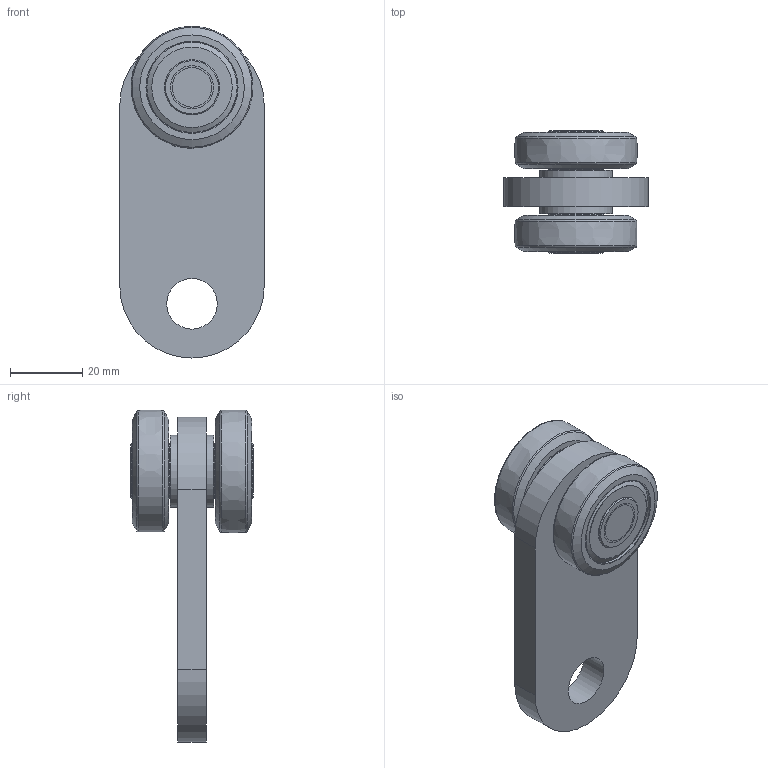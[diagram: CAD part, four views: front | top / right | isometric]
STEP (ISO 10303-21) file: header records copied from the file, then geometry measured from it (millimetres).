
FILE_DESCRIPTION(('STEP AP214'),'1');
FILE_NAME('PMH Åkvagn 1411.stp','2013-08-07T13:28:13',(' '),(' '),'Spatial InterOp 3D',' ',' ');
FILE_SCHEMA(('automotive_design'));
Length unit declared in the file: millimetre
Products named in the file (33): PMH Profilskena akvagn 1411; Part32; Part31; Part30; Part29; Part28; Part27; Part26; Part25; Part24; Part23; Part22; Part21; Part20; Part19; Part18; Part17; Part16; Part15; Part14; Part13; Part12; Part11; Part10; Part9; Part8; Part7; Part6; Part5; Part4; Part3; Part2; Part1
Assembly tree (32 placements, depth 2):
  PMH Profilskena akvagn 1411
    Part32
    Part31
    Part30
    Part29
    Part28
    Part27
    Part26
    Part25
    Part24
    Part23
    Part22
    Part21
    Part20
    Part19
    Part18
    Part17
    Part16
    Part15
    Part14
    Part13
    Part12
    Part11
    Part10
    Part9
    Part8
    Part7
    Part6
    Part5
    Part4
    Part3
    Part2
    Part1
Bounding box: 40 x 34 x 91.98 mm (x, y, z)
Volume: 40075.8 mm3; surface area: 24611.9 mm2
Topology: 32 solids, 32 shells, 149 faces, 274 edges, 169 vertices
Faces by surface type: cylinder 47, plane 46, cone 22, sphere 16, torus 16, bspline 2
Full cylindrical faces by diameter (mm): 9.98 x1, 10 x2, 10.2 x1, 10.5 x2, 14 x1, 15.3 x8, 16.8 x4, 17.9 x4, 20 x2, 22.1 x4, 23.5 x4, 25.1 x4, 25.5 x8
Entity records: 4866 total; most frequent: DIRECTION 632, CARTESIAN_POINT 512, AXIS2_PLACEMENT_3D 312, ORIENTED_EDGE 280, EDGE_LOOP 262, FACE_OUTER_BOUND 196, STYLED_ITEM 149, PRESENTATION_STYLE_ASSIGNMENT 149
